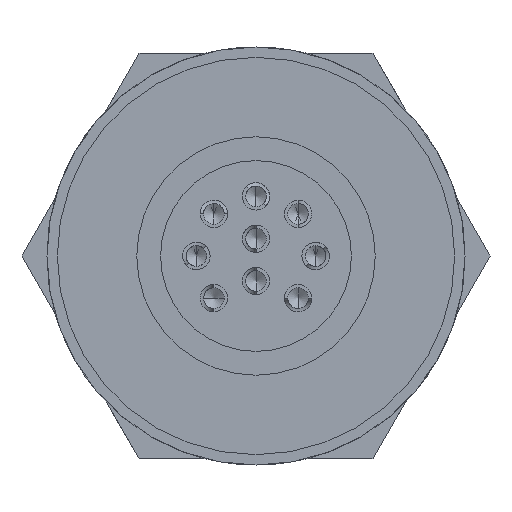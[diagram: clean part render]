
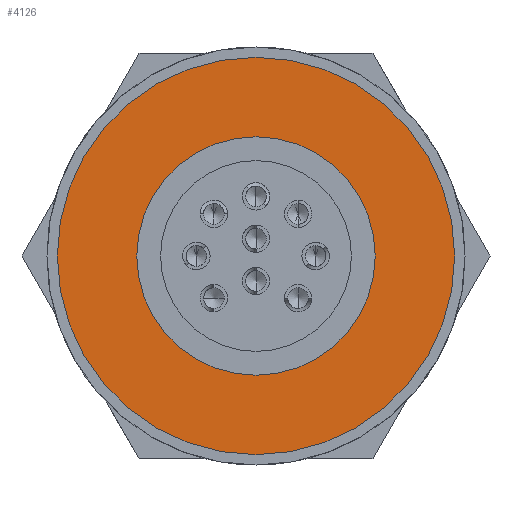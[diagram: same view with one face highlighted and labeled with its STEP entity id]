
A CAD part, left-side view. The second image highlights one B-rep face of the part: STEP entity #4126.
In plain terms, the highlighted planar face has unit normal (-1, 0, 0).
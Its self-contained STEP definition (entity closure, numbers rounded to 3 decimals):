
#155 = AXIS2_PLACEMENT_3D ( 'NONE', #1366, #1361, #1353 ) ;
#247 = AXIS2_PLACEMENT_3D ( 'NONE', #3230, #3222, #3217 ) ;
#299 = FACE_OUTER_BOUND ( 'NONE', #549, .T. ) ;
#549 = EDGE_LOOP ( 'NONE', ( #5373, #1889 ) ) ;
#665 = CIRCLE ( 'NONE', #155, 12.5 ) ;
#910 = EDGE_LOOP ( 'NONE', ( #2318, #5805 ) ) ;
#983 = FACE_BOUND ( 'NONE', #910, .T. ) ;
#1175 = AXIS2_PLACEMENT_3D ( 'NONE', #3808, #3801, #3791 ) ;
#1353 = DIRECTION ( 'NONE',  ( 0., 0., 1. ) ) ;
#1361 = DIRECTION ( 'NONE',  ( 1., 0., 0. ) ) ;
#1366 = CARTESIAN_POINT ( 'NONE',  ( 2., 0., 0. ) ) ;
#1551 = CARTESIAN_POINT ( 'NONE',  ( 2., 0., 12.5 ) ) ;
#1582 = CIRCLE ( 'NONE', #247, 7.5 ) ;
#1677 = EDGE_CURVE ( 'NONE', #4048, #3135, #2340, .T. ) ;
#1889 = ORIENTED_EDGE ( 'NONE', *, *, #1677, .F. ) ;
#2243 = EDGE_CURVE ( 'NONE', #2817, #4241, #5148, .T. ) ;
#2318 = ORIENTED_EDGE ( 'NONE', *, *, #2639, .F. ) ;
#2340 = CIRCLE ( 'NONE', #3861, 12.5 ) ;
#2639 = EDGE_CURVE ( 'NONE', #4241, #2817, #1582, .T. ) ;
#2814 = CARTESIAN_POINT ( 'NONE',  ( 2., 0., -7.5 ) ) ;
#2817 = VERTEX_POINT ( 'NONE', #2814 ) ;
#3135 = VERTEX_POINT ( 'NONE', #1551 ) ;
#3217 = DIRECTION ( 'NONE',  ( 0., 0., 1. ) ) ;
#3222 = DIRECTION ( 'NONE',  ( -1., 0., 0. ) ) ;
#3230 = CARTESIAN_POINT ( 'NONE',  ( 2., 0., 0. ) ) ;
#3615 = CARTESIAN_POINT ( 'NONE',  ( 2., 0., 7.5 ) ) ;
#3791 = DIRECTION ( 'NONE',  ( 0., 0., -1. ) ) ;
#3801 = DIRECTION ( 'NONE',  ( 1., 0., 0. ) ) ;
#3808 = CARTESIAN_POINT ( 'NONE',  ( 2., 0., -7.5 ) ) ;
#3818 = PLANE ( 'NONE',  #1175 ) ;
#3861 = AXIS2_PLACEMENT_3D ( 'NONE', #4605, #4597, #4601 ) ;
#3983 = CARTESIAN_POINT ( 'NONE',  ( 2., 0., -12.5 ) ) ;
#4048 = VERTEX_POINT ( 'NONE', #3983 ) ;
#4126 = ADVANCED_FACE ( 'NONE', ( #299, #983 ), #3818, .F. ) ;
#4241 = VERTEX_POINT ( 'NONE', #3615 ) ;
#4597 = DIRECTION ( 'NONE',  ( 1., 0., 0. ) ) ;
#4601 = DIRECTION ( 'NONE',  ( 0., 0., 1. ) ) ;
#4605 = CARTESIAN_POINT ( 'NONE',  ( 2., 0., 0. ) ) ;
#5084 = EDGE_CURVE ( 'NONE', #3135, #4048, #665, .T. ) ;
#5148 = CIRCLE ( 'NONE', #5494, 7.5 ) ;
#5373 = ORIENTED_EDGE ( 'NONE', *, *, #5084, .F. ) ;
#5457 = DIRECTION ( 'NONE',  ( 0., 0., 1. ) ) ;
#5463 = DIRECTION ( 'NONE',  ( -1., 0., 0. ) ) ;
#5469 = CARTESIAN_POINT ( 'NONE',  ( 2., 0., 0. ) ) ;
#5494 = AXIS2_PLACEMENT_3D ( 'NONE', #5469, #5463, #5457 ) ;
#5805 = ORIENTED_EDGE ( 'NONE', *, *, #2243, .F. ) ;
